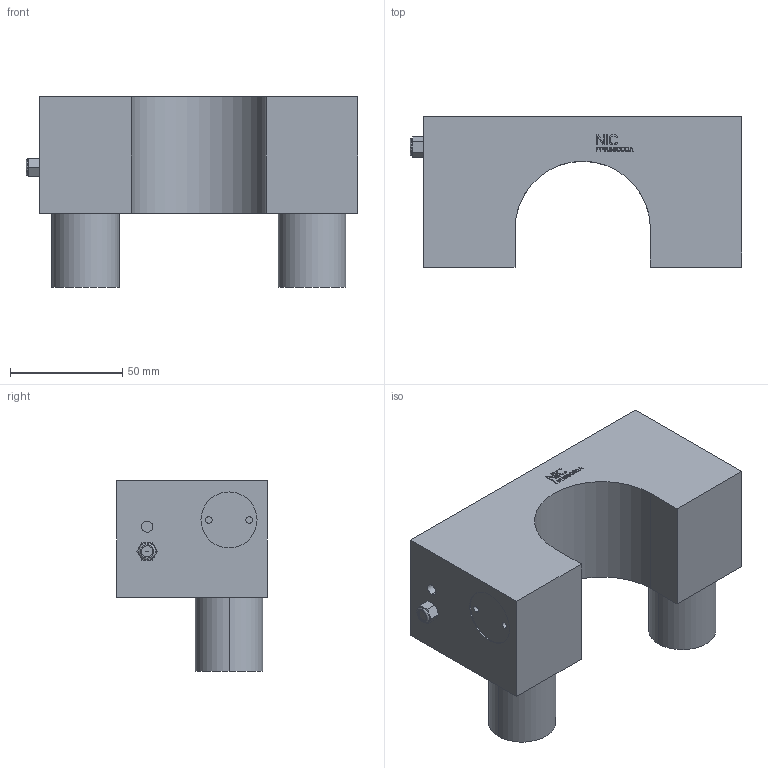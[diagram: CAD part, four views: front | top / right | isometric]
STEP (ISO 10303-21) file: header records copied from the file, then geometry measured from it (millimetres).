
FILE_DESCRIPTION((''),'2;1');
FILE_NAME('FPRS6000A','2025-05-19T10:43:59',('lx'),(''),'CREO PARAMETRIC BY PTC INC, 2018100','CREO PARAMETRIC BY PTC INC, 2018100','');
FILE_SCHEMA(('CONFIG_CONTROL_DESIGN'));
Length unit declared in the file: millimetre
Products named in the file (1): FPRS6000A
Bounding box: 148 x 67 x 85 mm (x, y, z)
Volume: 395484.8 mm3; surface area: 52198.9 mm2
Topology: 1 solids, 4 shells, 492 faces, 1329 edges, 881 vertices
Faces by surface type: plane 429, cylinder 43, cone 16, torus 2, sphere 2
Entity records: 15297 total; most frequent: CARTESIAN_POINT 2814, ORIENTED_EDGE 2654, DIRECTION 2403, EDGE_CURVE 1327, VECTOR 1187, LINE 1187, VERTEX_POINT 881, AXIS2_PLACEMENT_3D 608
